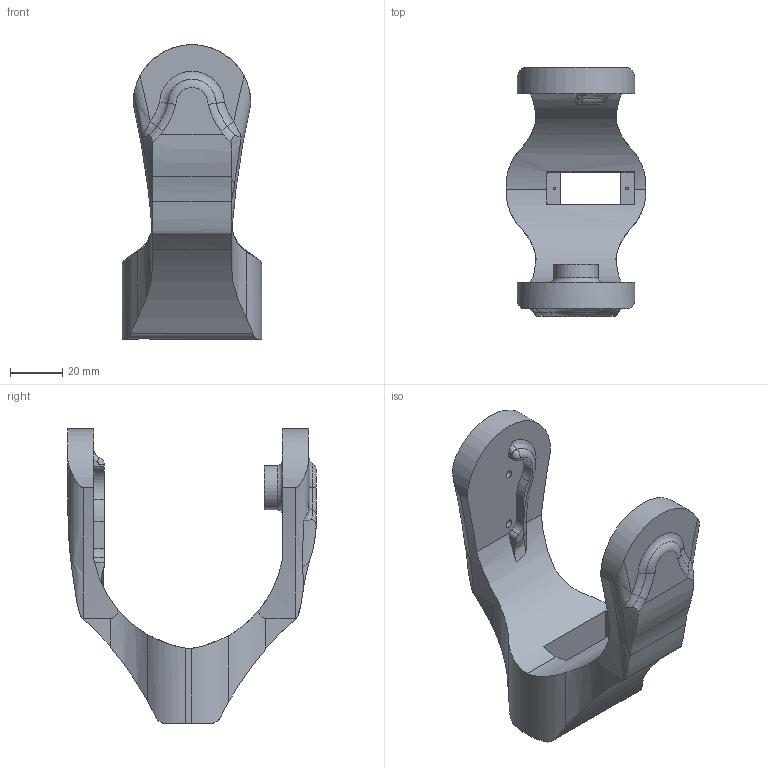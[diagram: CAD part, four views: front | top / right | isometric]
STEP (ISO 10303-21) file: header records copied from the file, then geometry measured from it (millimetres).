
FILE_DESCRIPTION(/* description */ (''),/* implementation_level */ '2;1');
FILE_NAME(/* name */ 'Arm3.stp',/* time_stamp */ '2025-12-03T11:20:49+01:00',/* author */ ('Piter'),/* organization */ (''),/* preprocessor_version */ 'ST-DEVELOPER v20.1',/* originating_system */ 'Autodesk Inventor 2026',/* authorisation */ '');
FILE_SCHEMA (('AUTOMOTIVE_DESIGN { 1 0 10303 214 3 1 1 }'));
Length unit declared in the file: millimetre
Products named in the file (1): Arm3_v2
Bounding box: 53.4 x 95 x 112.5 mm (x, y, z)
Volume: 104531.4 mm3; surface area: 30956.2 mm2
Topology: 1 solids, 1 shells, 162 faces, 445 edges, 282 vertices
Faces by surface type: cylinder 55, plane 43, bspline 43, torus 21
Full cylindrical faces by diameter (mm): 1 x2, 3.1 x2, 6 x2, 13 x1, 16.9 x1
Entity records: 7269 total; most frequent: CARTESIAN_POINT 3467, ORIENTED_EDGE 882, DIRECTION 649, EDGE_CURVE 441, VERTEX_POINT 282, AXIS2_PLACEMENT_3D 257, EDGE_LOOP 173, B_SPLINE_CURVE_WITH_KNOTS 169
